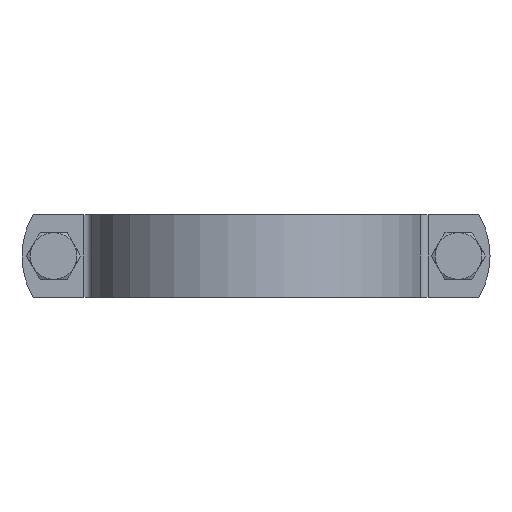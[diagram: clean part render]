
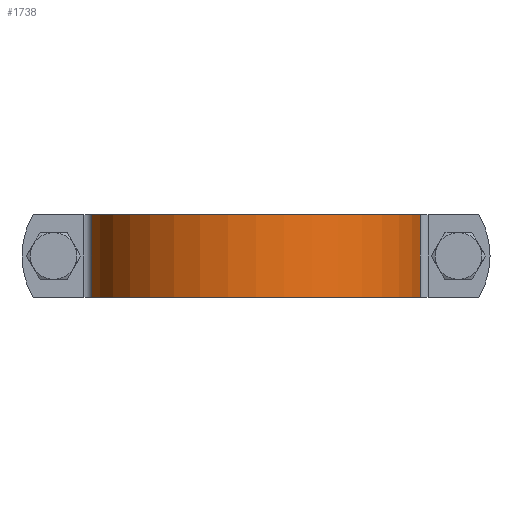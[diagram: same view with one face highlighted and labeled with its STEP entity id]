
A CAD part, front view. The second image highlights one B-rep face of the part: STEP entity #1738.
In plain terms, the highlighted cylindrical face has radius 61 mm (diameter 122 mm), a partial arc.
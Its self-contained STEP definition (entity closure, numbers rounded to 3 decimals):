
#1663=CARTESIAN_POINT('',(-59.728,-12.391,15.0));
#1664=VERTEX_POINT('',#1663);
#1699=CARTESIAN_POINT('',(0.,0.,0.0));
#1700=DIRECTION('',(0.0,0.0,-1.0));
#1701=DIRECTION('',(0.979,-0.203,0.0));
#1702=AXIS2_PLACEMENT_3D('',#1699,#1700,#1701);
#1703=CYLINDRICAL_SURFACE('',#1702,61.);
#1704=CARTESIAN_POINT('',(-59.728,-12.391,-15.0));
#1705=VERTEX_POINT('',#1704);
#1706=CARTESIAN_POINT('',(-59.728,-12.391,-15.0));
#1707=DIRECTION('',(0.0,0.0,1.0));
#1708=VECTOR('',#1707,30.0);
#1709=LINE('',#1706,#1708);
#1710=EDGE_CURVE('',#1705,#1664,#1709,.T.);
#1711=ORIENTED_EDGE('',*,*,#1710,.F.);
#1712=CARTESIAN_POINT('',(59.728,-12.391,-15.0));
#1713=VERTEX_POINT('',#1712);
#1714=CARTESIAN_POINT('',(0.,0.,-15.0));
#1715=DIRECTION('',(0.0,0.0,-1.0));
#1716=DIRECTION('',(0.979,-0.203,0.0));
#1717=AXIS2_PLACEMENT_3D('',#1714,#1715,#1716);
#1718=CIRCLE('',#1717,61.);
#1719=EDGE_CURVE('',#1713,#1705,#1718,.T.);
#1720=ORIENTED_EDGE('',*,*,#1719,.F.);
#1721=CARTESIAN_POINT('',(59.728,-12.391,15.0));
#1722=VERTEX_POINT('',#1721);
#1723=CARTESIAN_POINT('',(59.728,-12.391,-15.0));
#1724=DIRECTION('',(0.0,0.0,1.0));
#1725=VECTOR('',#1724,30.0);
#1726=LINE('',#1723,#1725);
#1727=EDGE_CURVE('',#1713,#1722,#1726,.T.);
#1728=ORIENTED_EDGE('',*,*,#1727,.T.);
#1729=CARTESIAN_POINT('',(0.,0.,15.0));
#1730=DIRECTION('',(0.0,0.0,1.0));
#1731=DIRECTION('',(-0.979,-0.203,0.0));
#1732=AXIS2_PLACEMENT_3D('',#1729,#1730,#1731);
#1733=CIRCLE('',#1732,61.);
#1734=EDGE_CURVE('',#1664,#1722,#1733,.T.);
#1735=ORIENTED_EDGE('',*,*,#1734,.F.);
#1736=EDGE_LOOP('',(#1711,#1720,#1728,#1735));
#1737=FACE_OUTER_BOUND('',#1736,.T.);
#1738=ADVANCED_FACE('',(#1737),#1703,.T.);
